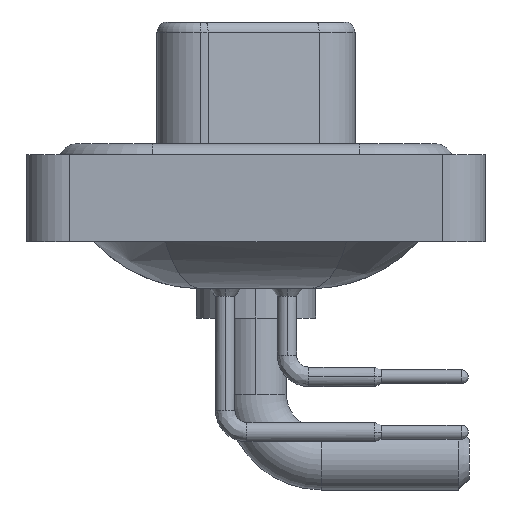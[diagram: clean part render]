
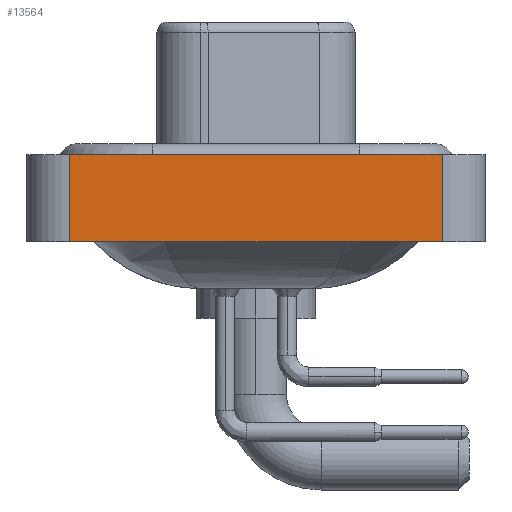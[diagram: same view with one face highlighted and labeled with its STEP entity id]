
A CAD part, left-side view. The second image highlights one B-rep face of the part: STEP entity #13564.
In plain terms, the highlighted planar face has unit normal (-1, 0, 0).
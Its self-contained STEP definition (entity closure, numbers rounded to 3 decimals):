
#135 = CARTESIAN_POINT ( 'NONE',  ( -7.3, -8.55, 0.4 ) ) ;
#719 = PLANE ( 'NONE',  #23197 ) ;
#4092 = DIRECTION ( 'NONE',  ( 0., -1., 0. ) ) ;
#4232 = CARTESIAN_POINT ( 'NONE',  ( -7.3, 8.55, 0.4 ) ) ;
#5454 = LINE ( 'NONE', #23348, #18596 ) ;
#7033 = LINE ( 'NONE', #24934, #14927 ) ;
#8006 = CARTESIAN_POINT ( 'NONE',  ( -7.3, -8.55, -3.6 ) ) ;
#8318 = EDGE_CURVE ( 'NONE', #13223, #21447, #22107, .T. ) ;
#8909 = ORIENTED_EDGE ( 'NONE', *, *, #24993, .T. ) ;
#9500 = DIRECTION ( 'NONE',  ( 0., 0., 1. ) ) ;
#9903 = CARTESIAN_POINT ( 'NONE',  ( -7.3, -8.55, -3.6 ) ) ;
#10147 = EDGE_LOOP ( 'NONE', ( #10481, #20540, #11526, #8909 ) ) ;
#10481 = ORIENTED_EDGE ( 'NONE', *, *, #14651, .T. ) ;
#11412 = DIRECTION ( 'NONE',  ( -1., 0., 0. ) ) ;
#11441 = EDGE_CURVE ( 'NONE', #17383, #13223, #16256, .T. ) ;
#11526 = ORIENTED_EDGE ( 'NONE', *, *, #11441, .F. ) ;
#12290 = VECTOR ( 'NONE', #4092, 1000. ) ;
#13223 = VERTEX_POINT ( 'NONE', #4232 ) ;
#13564 = ADVANCED_FACE ( 'NONE', ( #17984 ), #719, .T. ) ;
#14651 = EDGE_CURVE ( 'NONE', #16707, #21447, #5454, .T. ) ;
#14927 = VECTOR ( 'NONE', #22567, 1000. ) ;
#16256 = LINE ( 'NONE', #24336, #24959 ) ;
#16707 = VERTEX_POINT ( 'NONE', #9903 ) ;
#17383 = VERTEX_POINT ( 'NONE', #24747 ) ;
#17984 = FACE_OUTER_BOUND ( 'NONE', #10147, .T. ) ;
#18596 = VECTOR ( 'NONE', #9500, 1000. ) ;
#19132 = DIRECTION ( 'NONE',  ( 0., 0., 1. ) ) ;
#20068 = CARTESIAN_POINT ( 'NONE',  ( -7.3, -8.55, 0.4 ) ) ;
#20540 = ORIENTED_EDGE ( 'NONE', *, *, #8318, .F. ) ;
#21447 = VERTEX_POINT ( 'NONE', #20068 ) ;
#22107 = LINE ( 'NONE', #135, #12290 ) ;
#22567 = DIRECTION ( 'NONE',  ( 0., -1., 0. ) ) ;
#23197 = AXIS2_PLACEMENT_3D ( 'NONE', #8006, #11412, #23441 ) ;
#23348 = CARTESIAN_POINT ( 'NONE',  ( -7.3, -8.55, -3.6 ) ) ;
#23441 = DIRECTION ( 'NONE',  ( 0., 0., 1. ) ) ;
#24336 = CARTESIAN_POINT ( 'NONE',  ( -7.3, 8.55, -3.6 ) ) ;
#24747 = CARTESIAN_POINT ( 'NONE',  ( -7.3, 8.55, -3.6 ) ) ;
#24934 = CARTESIAN_POINT ( 'NONE',  ( -7.3, -8.55, -3.6 ) ) ;
#24959 = VECTOR ( 'NONE', #19132, 1000. ) ;
#24993 = EDGE_CURVE ( 'NONE', #17383, #16707, #7033, .T. ) ;
